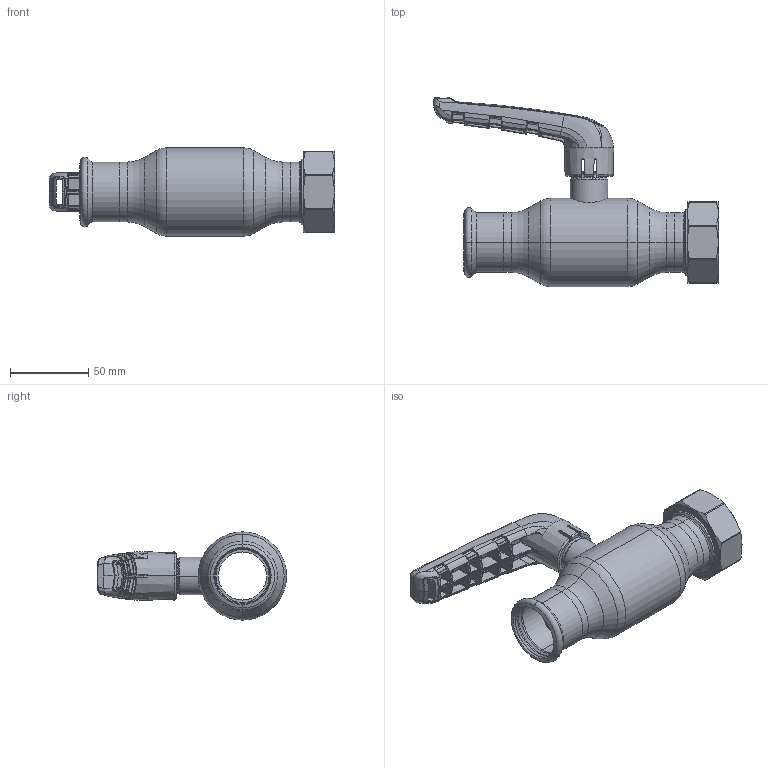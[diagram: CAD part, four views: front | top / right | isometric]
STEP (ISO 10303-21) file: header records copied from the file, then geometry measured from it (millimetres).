
FILE_DESCRIPTION (( 'STEP AP214' ), '1' );
FILE_NAME ('1032001400-xxxx.step', '2019-05-07T11:45:20', ( '' ), ( '' ), 'SwSTEP 2.0', 'SolidWorks 2017', '' );
FILE_SCHEMA (( 'AUTOMOTIVE_DESIGN' ));
Length unit declared in the file: millimetre
Products named in the file (1): 1032001400-xxxx
Bounding box: 182.37 x 121.11 x 56.5 mm (x, y, z)
Surface area: 56428.1 mm2 (no closed solid volume)
Topology: 0 solids, 13 shells, 763 faces, 2486 edges, 1626 vertices
Faces by surface type: bspline 578, plane 61, cylinder 50, cone 43, torus 23, sphere 8
Entity records: 58502 total; most frequent: CARTESIAN_POINT 34012, ORIENTED_EDGE 4059, EDGE_CURVE 2474, DIRECTION 1771, B_SPLINE_CURVE_WITH_KNOTS 1684, VERTEX_POINT 1622, AXIS2_PLACEMENT_3D 797, EDGE_LOOP 788
